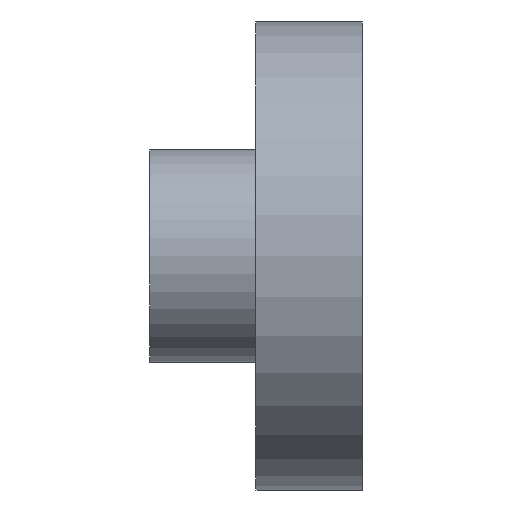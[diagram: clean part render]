
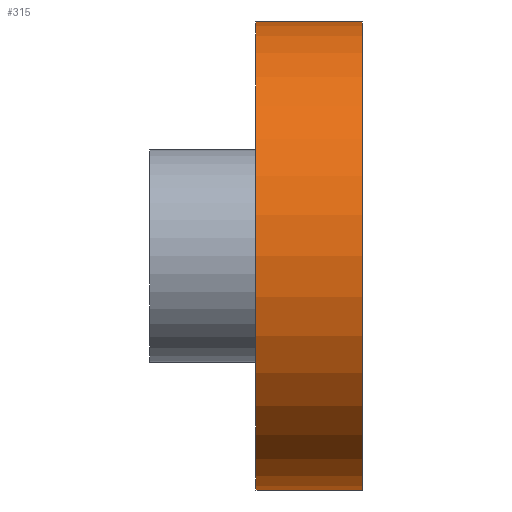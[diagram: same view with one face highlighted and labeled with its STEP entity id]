
A CAD part, left-side view. The second image highlights one B-rep face of the part: STEP entity #315.
In plain terms, the highlighted cylindrical face has radius 22 mm (diameter 44 mm), a partial arc.
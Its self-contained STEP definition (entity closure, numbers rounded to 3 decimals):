
#8 = FACE_OUTER_BOUND ( 'NONE', #288, .T. ) ;
#15 = CARTESIAN_POINT ( 'NONE',  ( 0., 10., -22. ) ) ;
#33 = CIRCLE ( 'NONE', #313, 22. ) ;
#35 = CARTESIAN_POINT ( 'NONE',  ( 0., 10., -22. ) ) ;
#36 = CARTESIAN_POINT ( 'NONE',  ( 0., 0., -22. ) ) ;
#54 = VERTEX_POINT ( 'NONE', #400 ) ;
#75 = DIRECTION ( 'NONE',  ( 0., -1., 0. ) ) ;
#95 = CIRCLE ( 'NONE', #399, 22. ) ;
#123 = CARTESIAN_POINT ( 'NONE',  ( 0., 0., 0. ) ) ;
#124 = CARTESIAN_POINT ( 'NONE',  ( 0., 10., -44. ) ) ;
#162 = DIRECTION ( 'NONE',  ( 0., 0., 1. ) ) ;
#172 = ORIENTED_EDGE ( 'NONE', *, *, #245, .F. ) ;
#182 = ORIENTED_EDGE ( 'NONE', *, *, #430, .F. ) ;
#184 = CARTESIAN_POINT ( 'NONE',  ( 0., 10., -44. ) ) ;
#189 = CARTESIAN_POINT ( 'NONE',  ( 0., 0., -44. ) ) ;
#197 = EDGE_CURVE ( 'NONE', #393, #218, #33, .T. ) ;
#199 = CYLINDRICAL_SURFACE ( 'NONE', #266, 22. ) ;
#206 = DIRECTION ( 'NONE',  ( 0., 1., 0. ) ) ;
#214 = DIRECTION ( 'NONE',  ( 0., 0., 1. ) ) ;
#218 = VERTEX_POINT ( 'NONE', #123 ) ;
#245 = EDGE_CURVE ( 'NONE', #54, #218, #387, .T. ) ;
#257 = DIRECTION ( 'NONE',  ( 0., -1., 0. ) ) ;
#266 = AXIS2_PLACEMENT_3D ( 'NONE', #15, #268, #275 ) ;
#268 = DIRECTION ( 'NONE',  ( 0., -1., 0. ) ) ;
#275 = DIRECTION ( 'NONE',  ( 0., 0., -1. ) ) ;
#284 = DIRECTION ( 'NONE',  ( 0., 1., 0. ) ) ;
#288 = EDGE_LOOP ( 'NONE', ( #371, #172, #182, #506 ) ) ;
#297 = VERTEX_POINT ( 'NONE', #184 ) ;
#313 = AXIS2_PLACEMENT_3D ( 'NONE', #36, #206, #214 ) ;
#315 = ADVANCED_FACE ( 'NONE', ( #8 ), #199, .T. ) ;
#371 = ORIENTED_EDGE ( 'NONE', *, *, #197, .T. ) ;
#387 = LINE ( 'NONE', #459, #447 ) ;
#393 = VERTEX_POINT ( 'NONE', #189 ) ;
#399 = AXIS2_PLACEMENT_3D ( 'NONE', #35, #284, #162 ) ;
#400 = CARTESIAN_POINT ( 'NONE',  ( 0., 10., 0. ) ) ;
#430 = EDGE_CURVE ( 'NONE', #297, #54, #95, .T. ) ;
#432 = VECTOR ( 'NONE', #75, 1000. ) ;
#447 = VECTOR ( 'NONE', #257, 1000. ) ;
#451 = LINE ( 'NONE', #124, #432 ) ;
#459 = CARTESIAN_POINT ( 'NONE',  ( 0., 10., 0. ) ) ;
#506 = ORIENTED_EDGE ( 'NONE', *, *, #518, .T. ) ;
#518 = EDGE_CURVE ( 'NONE', #297, #393, #451, .T. ) ;
